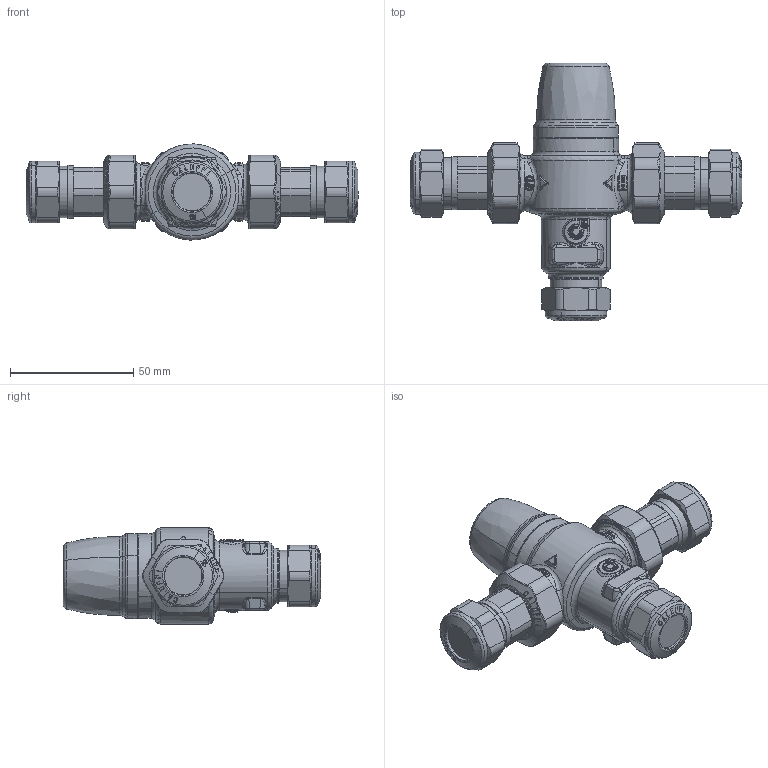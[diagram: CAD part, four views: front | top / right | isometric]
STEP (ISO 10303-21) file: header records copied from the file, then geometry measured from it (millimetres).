
FILE_DESCRIPTION(('CATIA V5 STEP Exchange'),'2;1');
FILE_NAME('STEP_521315_-_TST.stp','2018-09-27T15:02:01+00:00',('none'),('none'),'CATIA Version 5-6 Release 2016 SP4','CATIA V5 STEP AP203','none');
FILE_SCHEMA(('CONFIG_CONTROL_DESIGN'));
Products named in the file (1): 521315 - TST
Bounding box: 134.6 x 104.5 x 38.98 mm (x, y, z)
Volume: 128936.1 mm3; surface area: 23402.2 mm2
Topology: 1 solids, 3 shells, 2022 faces, 5082 edges, 3028 vertices
Faces by surface type: plane 872, bspline 529, cylinder 349, cone 146, sphere 64, torus 60, revolution 2
Entity records: 88338 total; most frequent: CARTESIAN_POINT 49879, ORIENTED_EDGE 9962, EDGE_CURVE 4981, DIRECTION 4366, B_SPLINE_CURVE_WITH_KNOTS 3049, VERTEX_POINT 3028, EDGE_LOOP 2085, ADVANCED_FACE 2022
